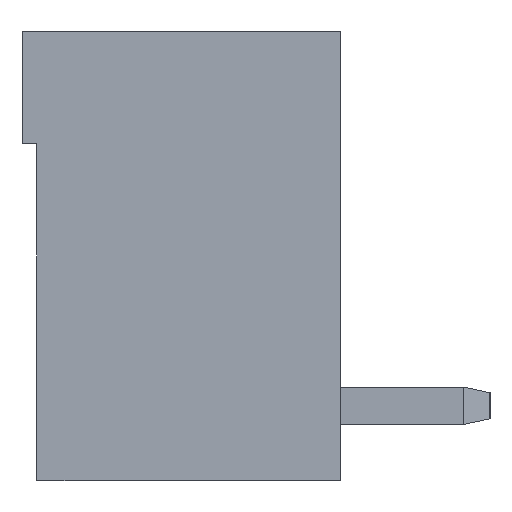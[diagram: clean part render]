
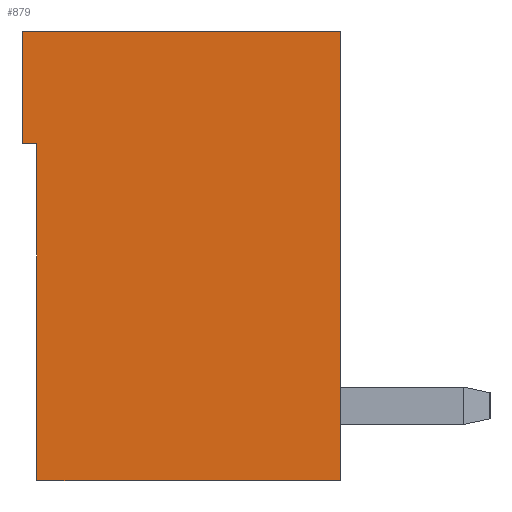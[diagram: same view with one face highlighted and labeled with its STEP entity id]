
A CAD part, left-side view. The second image highlights one B-rep face of the part: STEP entity #879.
In plain terms, the highlighted planar face has unit normal (-1, 0, 0).
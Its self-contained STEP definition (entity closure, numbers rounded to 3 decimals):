
#879=ADVANCED_FACE('',(#1909),#1910,.F.);
#1909=FACE_OUTER_BOUND('',#3095,.T.);
#1910=PLANE('',#3096);
#3095=EDGE_LOOP('',(#5634,#5635,#5636,#5637,#5638,#5639));
#3096=AXIS2_PLACEMENT_3D('',#5640,#5641,#5642);
#5634=ORIENTED_EDGE('',*,*,#8074,.T.);
#5635=ORIENTED_EDGE('',*,*,#8079,.T.);
#5636=ORIENTED_EDGE('',*,*,#8117,.F.);
#5637=ORIENTED_EDGE('',*,*,#8118,.T.);
#5638=ORIENTED_EDGE('',*,*,#8119,.F.);
#5639=ORIENTED_EDGE('',*,*,#8081,.F.);
#5640=CARTESIAN_POINT('',(-30.48,4.25,-6.0));
#5641=DIRECTION('',(1.0,0.0,0.));
#5642=DIRECTION('',(0.,0.0,-1.0));
#8074=EDGE_CURVE('',#9939,#9937,#9940,.T.);
#8079=EDGE_CURVE('',#9937,#9945,#9947,.T.);
#8081=EDGE_CURVE('',#9939,#9949,#9950,.T.);
#8117=EDGE_CURVE('',#10019,#9945,#10020,.T.);
#8118=EDGE_CURVE('',#10019,#10021,#10022,.T.);
#8119=EDGE_CURVE('',#9949,#10021,#10023,.T.);
#9937=VERTEX_POINT('',#12534);
#9939=VERTEX_POINT('',#12537);
#9940=LINE('',#12538,#12539);
#9945=VERTEX_POINT('',#12546);
#9947=LINE('',#12549,#12550);
#9949=VERTEX_POINT('',#12552);
#9950=LINE('',#12553,#12554);
#10019=VERTEX_POINT('',#12657);
#10020=LINE('',#12658,#12659);
#10021=VERTEX_POINT('',#12660);
#10022=LINE('',#12661,#12662);
#10023=LINE('',#12663,#12664);
#12534=CARTESIAN_POINT('',(-30.48,8.1,-3.0));
#12537=CARTESIAN_POINT('',(-30.48,8.5,-3.0));
#12538=CARTESIAN_POINT('',(-30.48,6.925,-3.0));
#12539=VECTOR('',#14692,1.0);
#12546=CARTESIAN_POINT('',(-30.48,8.1,-12.0));
#12549=CARTESIAN_POINT('',(-30.48,8.1,-7.0));
#12550=VECTOR('',#14696,1.0);
#12552=CARTESIAN_POINT('',(-30.48,8.5,0.));
#12553=CARTESIAN_POINT('',(-30.48,8.5,-6.0));
#12554=VECTOR('',#14697,1.0);
#12657=CARTESIAN_POINT('',(-30.48,0.0,-12.0));
#12658=CARTESIAN_POINT('',(-30.48,4.25,-12.0));
#12659=VECTOR('',#14732,1.0);
#12660=CARTESIAN_POINT('',(-30.48,0.0,0.));
#12661=CARTESIAN_POINT('',(-30.48,0.0,-6.0));
#12662=VECTOR('',#14733,1.0);
#12663=CARTESIAN_POINT('',(-30.48,4.25,0.));
#12664=VECTOR('',#14734,1.0);
#14692=DIRECTION('',(0.0,-1.0,-0.0));
#14696=DIRECTION('',(0.,0.0,-1.0));
#14697=DIRECTION('',(0.,0.0,1.0));
#14732=DIRECTION('',(0.0,1.0,0.0));
#14733=DIRECTION('',(0.,0.0,1.0));
#14734=DIRECTION('',(0.0,-1.0,-0.0));
